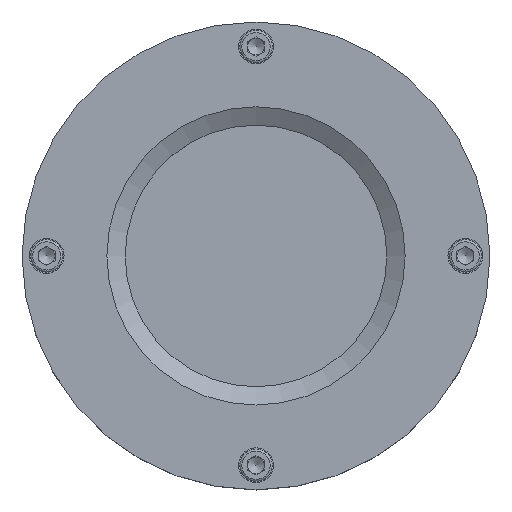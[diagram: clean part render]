
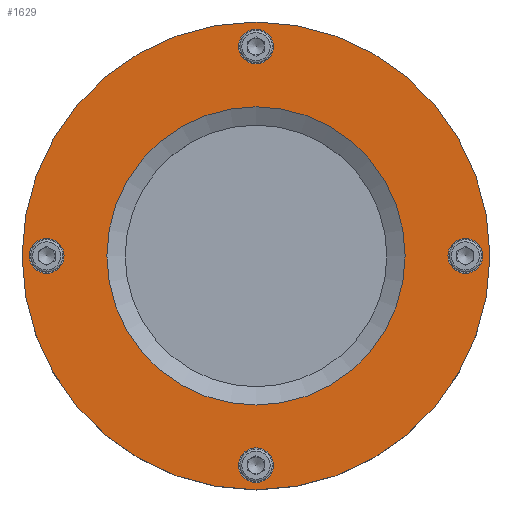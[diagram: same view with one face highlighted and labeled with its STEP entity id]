
A CAD part, top view. The second image highlights one B-rep face of the part: STEP entity #1629.
In plain terms, the highlighted planar face has unit normal (0, 0, 1).
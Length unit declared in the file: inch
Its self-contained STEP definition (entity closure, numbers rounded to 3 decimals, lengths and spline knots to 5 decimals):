
#298=FACE_BOUND('',#581,.T.);
#299=FACE_BOUND('',#582,.T.);
#300=FACE_BOUND('',#583,.T.);
#301=FACE_BOUND('',#584,.T.);
#302=FACE_BOUND('',#585,.T.);
#413=FACE_OUTER_BOUND('',#580,.T.);
#580=EDGE_LOOP('',(#1326));
#581=EDGE_LOOP('',(#1327));
#582=EDGE_LOOP('',(#1328));
#583=EDGE_LOOP('',(#1329));
#584=EDGE_LOOP('',(#1330));
#585=EDGE_LOOP('',(#1331));
#657=CIRCLE('',#1819,1.425);
#660=CIRCLE('',#1827,0.166);
#662=CIRCLE('',#1831,0.166);
#664=CIRCLE('',#1835,0.166);
#666=CIRCLE('',#1839,0.166);
#667=CIRCLE('',#1841,2.235);
#787=VERTEX_POINT('',#2712);
#790=VERTEX_POINT('',#2723);
#792=VERTEX_POINT('',#2729);
#794=VERTEX_POINT('',#2735);
#796=VERTEX_POINT('',#2741);
#797=VERTEX_POINT('',#2744);
#965=EDGE_CURVE('',#787,#787,#657,.T.);
#968=EDGE_CURVE('',#790,#790,#660,.T.);
#970=EDGE_CURVE('',#792,#792,#662,.T.);
#972=EDGE_CURVE('',#794,#794,#664,.T.);
#974=EDGE_CURVE('',#796,#796,#666,.T.);
#975=EDGE_CURVE('',#797,#797,#667,.T.);
#1326=ORIENTED_EDGE('',*,*,#975,.F.);
#1327=ORIENTED_EDGE('',*,*,#965,.T.);
#1328=ORIENTED_EDGE('',*,*,#968,.T.);
#1329=ORIENTED_EDGE('',*,*,#970,.T.);
#1330=ORIENTED_EDGE('',*,*,#972,.T.);
#1331=ORIENTED_EDGE('',*,*,#974,.T.);
#1406=PLANE('',#1842);
#1629=ADVANCED_FACE('',(#413,#298,#299,#300,#301,#302),#1406,.F.);
#1819=AXIS2_PLACEMENT_3D('',#2713,#2279,#2280);
#1827=AXIS2_PLACEMENT_3D('',#2724,#2295,#2296);
#1831=AXIS2_PLACEMENT_3D('',#2730,#2303,#2304);
#1835=AXIS2_PLACEMENT_3D('',#2736,#2311,#2312);
#1839=AXIS2_PLACEMENT_3D('',#2742,#2319,#2320);
#1841=AXIS2_PLACEMENT_3D('',#2745,#2323,#2324);
#1842=AXIS2_PLACEMENT_3D('',#2746,#2325,#2326);
#2279=DIRECTION('center_axis',(0.,0.,-1.));
#2280=DIRECTION('ref_axis',(0.,1.,0.));
#2295=DIRECTION('center_axis',(0.,0.,-1.));
#2296=DIRECTION('ref_axis',(0.,-1.,0.));
#2303=DIRECTION('center_axis',(0.,0.,-1.));
#2304=DIRECTION('ref_axis',(-1.,0.,0.));
#2311=DIRECTION('center_axis',(0.,0.,-1.));
#2312=DIRECTION('ref_axis',(0.,1.,0.));
#2319=DIRECTION('center_axis',(0.,0.,-1.));
#2320=DIRECTION('ref_axis',(1.,0.,0.));
#2323=DIRECTION('center_axis',(0.,0.,-1.));
#2324=DIRECTION('ref_axis',(-1.,0.,0.));
#2325=DIRECTION('center_axis',(0.,0.,-1.));
#2326=DIRECTION('ref_axis',(-1.,0.,0.));
#2712=CARTESIAN_POINT('',(0.,1.425,0.5));
#2713=CARTESIAN_POINT('Origin',(0.,0.,0.5));
#2723=CARTESIAN_POINT('',(0.,-2.166,0.5));
#2724=CARTESIAN_POINT('Origin',(0.,-2.,0.5));
#2729=CARTESIAN_POINT('',(-2.166,0.,0.5));
#2730=CARTESIAN_POINT('Origin',(-2.,0.,0.5));
#2735=CARTESIAN_POINT('',(0.,2.166,0.5));
#2736=CARTESIAN_POINT('Origin',(0.,2.,0.5));
#2741=CARTESIAN_POINT('',(2.166,0.,0.5));
#2742=CARTESIAN_POINT('Origin',(2.,0.,0.5));
#2744=CARTESIAN_POINT('',(2.235,0.,0.5));
#2745=CARTESIAN_POINT('Origin',(0.,0.,0.5));
#2746=CARTESIAN_POINT('Origin',(0.,0.,0.5));
